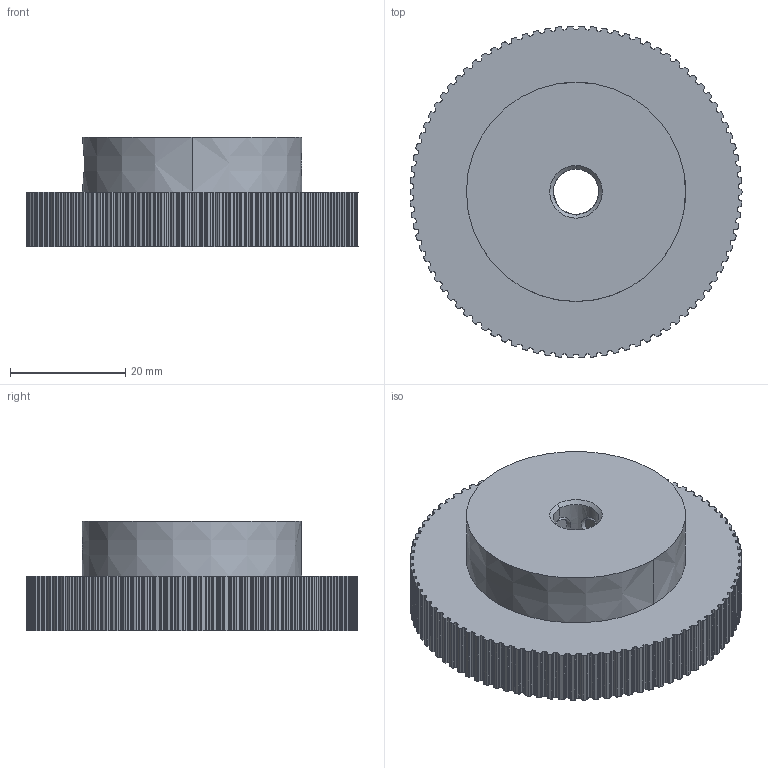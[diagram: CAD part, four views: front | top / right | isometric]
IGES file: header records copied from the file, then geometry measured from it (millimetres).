
Global section: file name: _cgs_temp_output.igs; native system: Creo Parametric by Parametric Technology Corporation; preprocessor: 2016360; author: SYSTEM; organization: Unknown; date: 20170924.090021; units: inch
Bounding box: 57.71 x 57.69 x 19.05 mm (x, y, z)
Volume: 34310.4 mm3; surface area: 9009.1 mm2
Topology: 1 solids, 1 shells, 765 faces, 2270 edges, 1512 vertices
Faces by surface type: revolution 474, bspline 291
